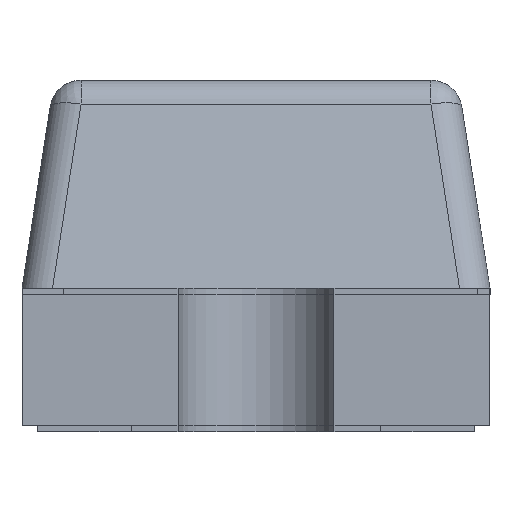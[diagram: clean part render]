
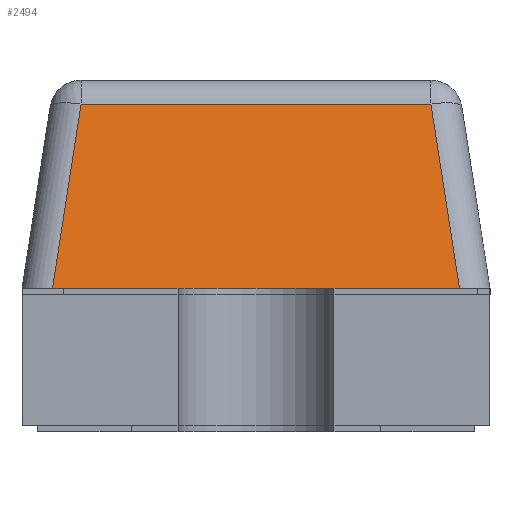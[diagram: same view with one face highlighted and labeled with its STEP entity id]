
A CAD part, left-side view. The second image highlights one B-rep face of the part: STEP entity #2494.
In plain terms, the highlighted planar face has unit normal (-0.972, 0, 0.234).
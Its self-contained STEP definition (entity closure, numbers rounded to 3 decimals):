
#196=FACE_OUTER_BOUND('',#339,.T.);
#339=EDGE_LOOP('',(#1906,#1907,#1908,#1909));
#533=LINE('',#3732,#840);
#548=LINE('',#3790,#855);
#550=LINE('',#3795,#857);
#551=LINE('',#3797,#858);
#840=VECTOR('',#2999,1.122);
#855=VECTOR('',#3068,1.305);
#857=VECTOR('',#3074,0.614);
#858=VECTOR('',#3077,0.614);
#1114=VERTEX_POINT('',#3729);
#1115=VERTEX_POINT('',#3731);
#1130=VERTEX_POINT('',#3787);
#1131=VERTEX_POINT('',#3789);
#1382=EDGE_CURVE('',#1114,#1115,#533,.T.);
#1411=EDGE_CURVE('',#1130,#1131,#548,.T.);
#1414=EDGE_CURVE('',#1115,#1130,#550,.T.);
#1415=EDGE_CURVE('',#1131,#1114,#551,.T.);
#1906=ORIENTED_EDGE('',*,*,#1382,.F.);
#1907=ORIENTED_EDGE('',*,*,#1415,.F.);
#1908=ORIENTED_EDGE('',*,*,#1411,.F.);
#1909=ORIENTED_EDGE('',*,*,#1414,.F.);
#2365=PLANE('',#2668);
#2494=ADVANCED_FACE('',(#196),#2365,.F.);
#2668=AXIS2_PLACEMENT_3D('',#3796,#3075,#3076);
#2999=DIRECTION('',(0.,-1.,0.));
#3068=DIRECTION('',(0.,1.,0.));
#3074=DIRECTION('',(-0.232,-0.149,-0.961));
#3075=DIRECTION('center_axis',(0.972,0.,-0.234));
#3076=DIRECTION('ref_axis',(-0.234,0.,-0.972));
#3077=DIRECTION('',(0.232,-0.149,0.961));
#3729=CARTESIAN_POINT('',(-0.858,0.561,1.05));
#3731=CARTESIAN_POINT('',(-0.858,-0.561,1.05));
#3732=CARTESIAN_POINT('',(-0.858,0.375,1.05));
#3787=CARTESIAN_POINT('',(-1.,-0.652,0.46));
#3789=CARTESIAN_POINT('',(-1.,0.652,0.46));
#3790=CARTESIAN_POINT('',(-1.,0.75,0.46));
#3795=CARTESIAN_POINT('',(-0.897,-0.586,0.886));
#3796=CARTESIAN_POINT('Origin',(-0.803,0.75,1.276));
#3797=CARTESIAN_POINT('',(-0.923,0.603,0.778));
